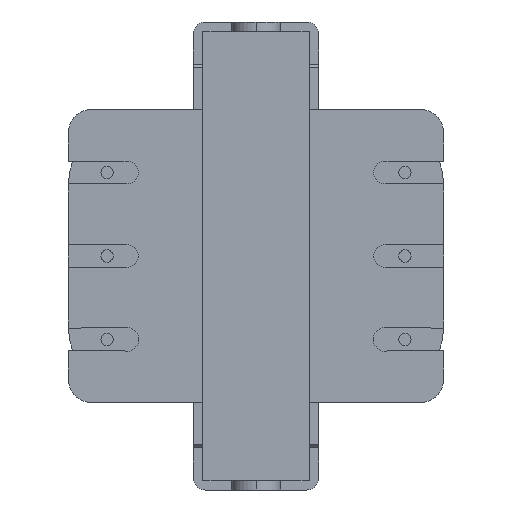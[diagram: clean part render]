
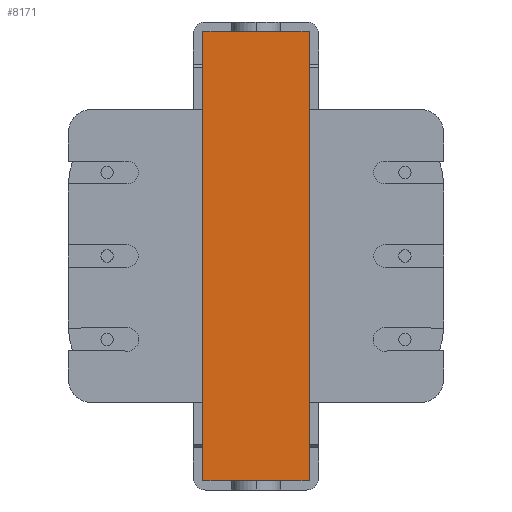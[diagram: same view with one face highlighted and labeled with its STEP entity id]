
A CAD part, front view. The second image highlights one B-rep face of the part: STEP entity #8171.
In plain terms, the highlighted planar face has unit normal (0, -1, 0).
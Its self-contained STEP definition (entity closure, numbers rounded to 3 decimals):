
#34 = ORIENTED_EDGE ( 'NONE', *, *, #1367, .T. ) ;
#93 = LINE ( 'NONE', #8777, #5599 ) ;
#166 = LINE ( 'NONE', #2426, #3403 ) ;
#428 = CARTESIAN_POINT ( 'NONE',  ( -1.05, -2., 9.575 ) ) ;
#493 = FACE_OUTER_BOUND ( 'NONE', #8227, .T. ) ;
#555 = ORIENTED_EDGE ( 'NONE', *, *, #1436, .T. ) ;
#728 = VECTOR ( 'NONE', #8417, 1000. ) ;
#815 = CARTESIAN_POINT ( 'NONE',  ( -2.265, -2., -9.575 ) ) ;
#1246 = DIRECTION ( 'NONE',  ( 0., 0., 1. ) ) ;
#1269 = LINE ( 'NONE', #5437, #4333 ) ;
#1367 = EDGE_CURVE ( 'NONE', #3565, #9255, #6103, .T. ) ;
#1436 = EDGE_CURVE ( 'NONE', #3946, #3565, #1269, .T. ) ;
#1792 = CARTESIAN_POINT ( 'NONE',  ( 0., -2., 9.575 ) ) ;
#2070 = ORIENTED_EDGE ( 'NONE', *, *, #5939, .T. ) ;
#2251 = CARTESIAN_POINT ( 'NONE',  ( 2.265, -2., 9.575 ) ) ;
#2289 = DIRECTION ( 'NONE',  ( -1., 0., 0. ) ) ;
#2301 = DIRECTION ( 'NONE',  ( 1., 0., 0. ) ) ;
#2333 = VECTOR ( 'NONE', #2289, 1000. ) ;
#2426 = CARTESIAN_POINT ( 'NONE',  ( -2.265, -2., -9.575 ) ) ;
#2484 = VECTOR ( 'NONE', #2778, 1000. ) ;
#2612 = CARTESIAN_POINT ( 'NONE',  ( 0., -2., 0. ) ) ;
#2660 = VECTOR ( 'NONE', #8090, 1000. ) ;
#2710 = PLANE ( 'NONE',  #7981 ) ;
#2727 = CARTESIAN_POINT ( 'NONE',  ( -2.265, -2., 9.575 ) ) ;
#2778 = DIRECTION ( 'NONE',  ( 1., 0., 0. ) ) ;
#2832 = VERTEX_POINT ( 'NONE', #2727 ) ;
#2868 = EDGE_CURVE ( 'NONE', #2832, #7300, #7738, .T. ) ;
#3403 = VECTOR ( 'NONE', #8941, 1000. ) ;
#3565 = VERTEX_POINT ( 'NONE', #7313 ) ;
#3597 = ORIENTED_EDGE ( 'NONE', *, *, #9160, .T. ) ;
#3946 = VERTEX_POINT ( 'NONE', #8187 ) ;
#4165 = DIRECTION ( 'NONE',  ( -1., 0., 0. ) ) ;
#4333 = VECTOR ( 'NONE', #4165, 1000. ) ;
#4428 = VERTEX_POINT ( 'NONE', #5782 ) ;
#4608 = VERTEX_POINT ( 'NONE', #6485 ) ;
#4897 = CARTESIAN_POINT ( 'NONE',  ( -2.265, -2., 9.575 ) ) ;
#4927 = ORIENTED_EDGE ( 'NONE', *, *, #7160, .T. ) ;
#5206 = LINE ( 'NONE', #2251, #2660 ) ;
#5350 = ORIENTED_EDGE ( 'NONE', *, *, #8441, .T. ) ;
#5437 = CARTESIAN_POINT ( 'NONE',  ( 2.265, -2., 9.575 ) ) ;
#5599 = VECTOR ( 'NONE', #2301, 1000. ) ;
#5765 = CARTESIAN_POINT ( 'NONE',  ( -2.265, -2., -9.575 ) ) ;
#5782 = CARTESIAN_POINT ( 'NONE',  ( 1.05, -2., -9.575 ) ) ;
#5939 = EDGE_CURVE ( 'NONE', #7300, #4608, #7929, .T. ) ;
#6103 = LINE ( 'NONE', #1792, #2333 ) ;
#6359 = DIRECTION ( 'NONE',  ( 0., 0., -1. ) ) ;
#6404 = EDGE_CURVE ( 'NONE', #4428, #8369, #166, .T. ) ;
#6481 = ORIENTED_EDGE ( 'NONE', *, *, #6404, .T. ) ;
#6485 = CARTESIAN_POINT ( 'NONE',  ( -1.05, -2., -9.575 ) ) ;
#6633 = VECTOR ( 'NONE', #1246, 1000. ) ;
#6957 = ORIENTED_EDGE ( 'NONE', *, *, #2868, .T. ) ;
#7160 = EDGE_CURVE ( 'NONE', #9255, #2832, #5206, .T. ) ;
#7300 = VERTEX_POINT ( 'NONE', #5765 ) ;
#7313 = CARTESIAN_POINT ( 'NONE',  ( 1.05, -2., 9.575 ) ) ;
#7347 = CARTESIAN_POINT ( 'NONE',  ( 2.265, -2., -9.575 ) ) ;
#7668 = LINE ( 'NONE', #9194, #6633 ) ;
#7738 = LINE ( 'NONE', #4897, #728 ) ;
#7929 = LINE ( 'NONE', #815, #2484 ) ;
#7981 = AXIS2_PLACEMENT_3D ( 'NONE', #2612, #8493, #6359 ) ;
#8090 = DIRECTION ( 'NONE',  ( -1., 0., 0. ) ) ;
#8171 = ADVANCED_FACE ( 'NONE', ( #493 ), #2710, .T. ) ;
#8187 = CARTESIAN_POINT ( 'NONE',  ( 2.265, -2., 9.575 ) ) ;
#8227 = EDGE_LOOP ( 'NONE', ( #2070, #3597, #6481, #5350, #555, #34, #4927, #6957 ) ) ;
#8369 = VERTEX_POINT ( 'NONE', #7347 ) ;
#8417 = DIRECTION ( 'NONE',  ( 0., 0., -1. ) ) ;
#8441 = EDGE_CURVE ( 'NONE', #8369, #3946, #7668, .T. ) ;
#8493 = DIRECTION ( 'NONE',  ( 0., -1., 0. ) ) ;
#8777 = CARTESIAN_POINT ( 'NONE',  ( 0., -2., -9.575 ) ) ;
#8941 = DIRECTION ( 'NONE',  ( 1., 0., 0. ) ) ;
#9160 = EDGE_CURVE ( 'NONE', #4608, #4428, #93, .T. ) ;
#9194 = CARTESIAN_POINT ( 'NONE',  ( 2.265, -2., -9.575 ) ) ;
#9255 = VERTEX_POINT ( 'NONE', #428 ) ;
